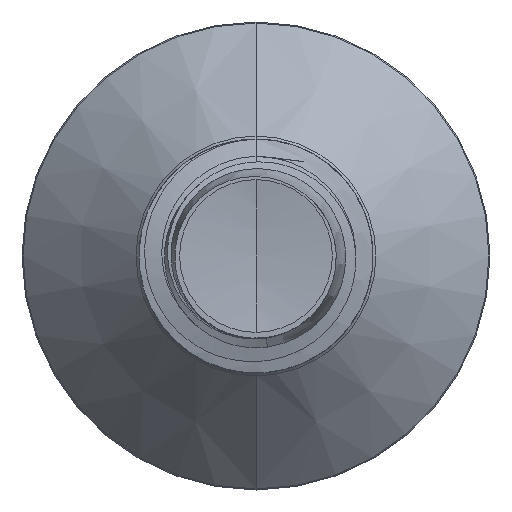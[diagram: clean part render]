
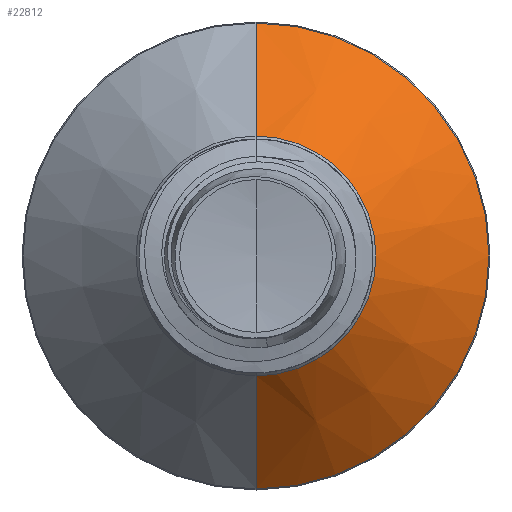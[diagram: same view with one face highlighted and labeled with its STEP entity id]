
A CAD part, front view. The second image highlights one B-rep face of the part: STEP entity #22812.
In plain terms, the highlighted conical face has half-angle 45 degrees and reference radius 2.563 mm.
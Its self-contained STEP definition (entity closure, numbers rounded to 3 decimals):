
#1481 = VERTEX_POINT ( 'NONE', #11043 ) ;
#2806 = CIRCLE ( 'NONE', #40509, 2.563 ) ;
#3709 = CARTESIAN_POINT ( 'NONE',  ( 0., 34.228, 0. ) ) ;
#5635 = DIRECTION ( 'NONE',  ( 0., 1., 0. ) ) ;
#6091 = EDGE_CURVE ( 'NONE', #1481, #36397, #19134, .T. ) ;
#6096 = CARTESIAN_POINT ( 'NONE',  ( 0., 34.228, 4.978 ) ) ;
#6395 = EDGE_CURVE ( 'NONE', #1481, #47113, #2806, .T. ) ;
#9003 = DIRECTION ( 'NONE',  ( 0., 0., 1. ) ) ;
#9204 = EDGE_CURVE ( 'NONE', #36397, #35182, #38405, .T. ) ;
#9417 = DIRECTION ( 'NONE',  ( 0., 0.707, -0.707 ) ) ;
#11043 = CARTESIAN_POINT ( 'NONE',  ( 0., 31.813, 2.563 ) ) ;
#12040 = ORIENTED_EDGE ( 'NONE', *, *, #33183, .T. ) ;
#16565 = EDGE_LOOP ( 'NONE', ( #47221, #12040, #48639, #61469 ) ) ;
#17702 = DIRECTION ( 'NONE',  ( 0., 0.707, 0.707 ) ) ;
#19134 = LINE ( 'NONE', #35749, #29872 ) ;
#22186 = AXIS2_PLACEMENT_3D ( 'NONE', #53273, #5635, #26077 ) ;
#22812 = ADVANCED_FACE ( 'NONE', ( #31824 ), #30385, .T. ) ;
#23121 = CARTESIAN_POINT ( 'NONE',  ( 0., 34.228, -4.978 ) ) ;
#23488 = DIRECTION ( 'NONE',  ( 0., 1., 0. ) ) ;
#25997 = LINE ( 'NONE', #41780, #38185 ) ;
#26077 = DIRECTION ( 'NONE',  ( 0., 0., 1. ) ) ;
#27466 = CARTESIAN_POINT ( 'NONE',  ( 0., 31.813, -2.563 ) ) ;
#29872 = VECTOR ( 'NONE', #17702, 1000. ) ;
#30385 = CONICAL_SURFACE ( 'NONE', #22186, 2.563, 0.785 ) ;
#31824 = FACE_OUTER_BOUND ( 'NONE', #16565, .T. ) ;
#33183 = EDGE_CURVE ( 'NONE', #47113, #35182, #25997, .T. ) ;
#35182 = VERTEX_POINT ( 'NONE', #23121 ) ;
#35749 = CARTESIAN_POINT ( 'NONE',  ( 0., 31.813, 2.563 ) ) ;
#36397 = VERTEX_POINT ( 'NONE', #6096 ) ;
#36859 = DIRECTION ( 'NONE',  ( 0., 1., 0. ) ) ;
#38185 = VECTOR ( 'NONE', #9417, 1000. ) ;
#38405 = CIRCLE ( 'NONE', #57872, 4.978 ) ;
#40509 = AXIS2_PLACEMENT_3D ( 'NONE', #50786, #23488, #55407 ) ;
#41780 = CARTESIAN_POINT ( 'NONE',  ( 0., 31.813, -2.563 ) ) ;
#47113 = VERTEX_POINT ( 'NONE', #27466 ) ;
#47221 = ORIENTED_EDGE ( 'NONE', *, *, #6395, .T. ) ;
#48639 = ORIENTED_EDGE ( 'NONE', *, *, #9204, .F. ) ;
#50786 = CARTESIAN_POINT ( 'NONE',  ( 0., 31.813, 0. ) ) ;
#53273 = CARTESIAN_POINT ( 'NONE',  ( 0., 31.813, 0. ) ) ;
#55407 = DIRECTION ( 'NONE',  ( 0., 0., 1. ) ) ;
#57872 = AXIS2_PLACEMENT_3D ( 'NONE', #3709, #36859, #9003 ) ;
#61469 = ORIENTED_EDGE ( 'NONE', *, *, #6091, .F. ) ;
